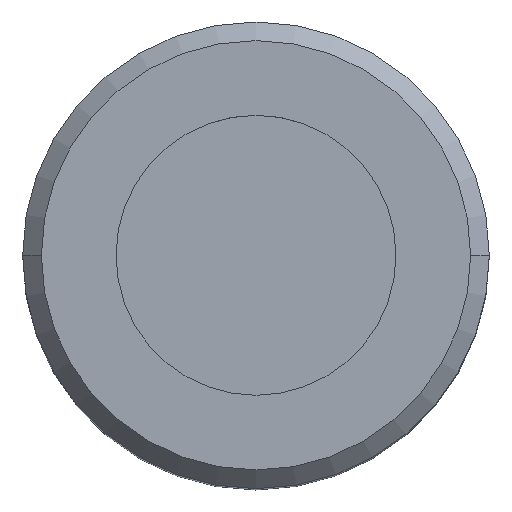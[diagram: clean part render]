
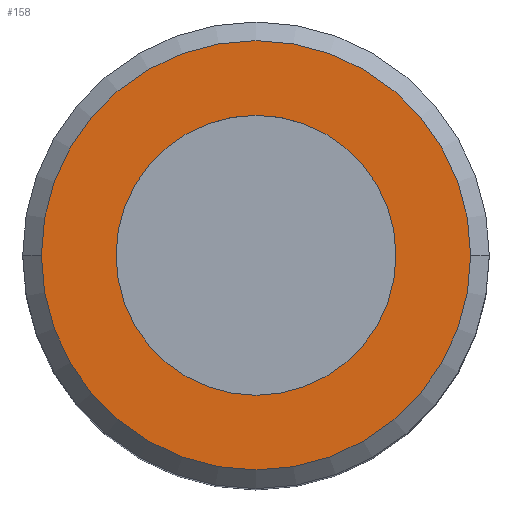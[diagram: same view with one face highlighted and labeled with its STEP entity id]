
A CAD part, top view. The second image highlights one B-rep face of the part: STEP entity #158.
In plain terms, the highlighted planar face has unit normal (0, 0, 1).
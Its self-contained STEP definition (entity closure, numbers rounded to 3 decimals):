
#19 = DIRECTION ( 'NONE',  ( 1., 0., 0. ) ) ;
#23 = VERTEX_POINT ( 'NONE', #276 ) ;
#25 = EDGE_LOOP ( 'NONE', ( #318, #333 ) ) ;
#32 = AXIS2_PLACEMENT_3D ( 'NONE', #90, #268, #300 ) ;
#39 = DIRECTION ( 'NONE',  ( 0., 0., 1. ) ) ;
#44 = EDGE_CURVE ( 'NONE', #23, #327, #374, .T. ) ;
#62 = DIRECTION ( 'NONE',  ( 1., 0., 0. ) ) ;
#67 = DIRECTION ( 'NONE',  ( 1., 0., 0. ) ) ;
#78 = AXIS2_PLACEMENT_3D ( 'NONE', #103, #227, #101 ) ;
#90 = CARTESIAN_POINT ( 'NONE',  ( 0., 0., 0. ) ) ;
#101 = DIRECTION ( 'NONE',  ( 1., 0., 0. ) ) ;
#103 = CARTESIAN_POINT ( 'NONE',  ( 0., 0., 0. ) ) ;
#107 = CARTESIAN_POINT ( 'NONE',  ( 0., 0., 0. ) ) ;
#125 = DIRECTION ( 'NONE',  ( 0., 0., 1. ) ) ;
#146 = EDGE_LOOP ( 'NONE', ( #383, #209 ) ) ;
#148 = DIRECTION ( 'NONE',  ( 0., 0., 1. ) ) ;
#158 = ADVANCED_FACE ( 'NONE', ( #166, #284 ), #339, .T. ) ;
#166 = FACE_OUTER_BOUND ( 'NONE', #25, .T. ) ;
#169 = CIRCLE ( 'NONE', #78, 1.15 ) ;
#180 = VERTEX_POINT ( 'NONE', #366 ) ;
#201 = AXIS2_PLACEMENT_3D ( 'NONE', #107, #39, #67 ) ;
#209 = ORIENTED_EDGE ( 'NONE', *, *, #44, .F. ) ;
#211 = VERTEX_POINT ( 'NONE', #364 ) ;
#226 = CIRCLE ( 'NONE', #338, 1.15 ) ;
#227 = DIRECTION ( 'NONE',  ( 0., 0., 1. ) ) ;
#228 = EDGE_CURVE ( 'NONE', #211, #180, #169, .T. ) ;
#238 = EDGE_CURVE ( 'NONE', #180, #211, #226, .T. ) ;
#268 = DIRECTION ( 'NONE',  ( 0., 0., 1. ) ) ;
#273 = CARTESIAN_POINT ( 'NONE',  ( 0., 0., 0. ) ) ;
#276 = CARTESIAN_POINT ( 'NONE',  ( -0.75, 0., 0. ) ) ;
#278 = CIRCLE ( 'NONE', #32, 0.75 ) ;
#284 = FACE_BOUND ( 'NONE', #146, .T. ) ;
#300 = DIRECTION ( 'NONE',  ( 1., 0., 0. ) ) ;
#312 = CARTESIAN_POINT ( 'NONE',  ( 0., 0., 0. ) ) ;
#318 = ORIENTED_EDGE ( 'NONE', *, *, #238, .T. ) ;
#326 = CARTESIAN_POINT ( 'NONE',  ( 0.75, 0., 0. ) ) ;
#327 = VERTEX_POINT ( 'NONE', #326 ) ;
#333 = ORIENTED_EDGE ( 'NONE', *, *, #228, .T. ) ;
#338 = AXIS2_PLACEMENT_3D ( 'NONE', #312, #148, #19 ) ;
#339 = PLANE ( 'NONE',  #201 ) ;
#364 = CARTESIAN_POINT ( 'NONE',  ( 1.15, 0., 0. ) ) ;
#366 = CARTESIAN_POINT ( 'NONE',  ( -1.15, 0., 0. ) ) ;
#374 = CIRCLE ( 'NONE', #376, 0.75 ) ;
#376 = AXIS2_PLACEMENT_3D ( 'NONE', #273, #125, #62 ) ;
#383 = ORIENTED_EDGE ( 'NONE', *, *, #389, .F. ) ;
#389 = EDGE_CURVE ( 'NONE', #327, #23, #278, .T. ) ;
